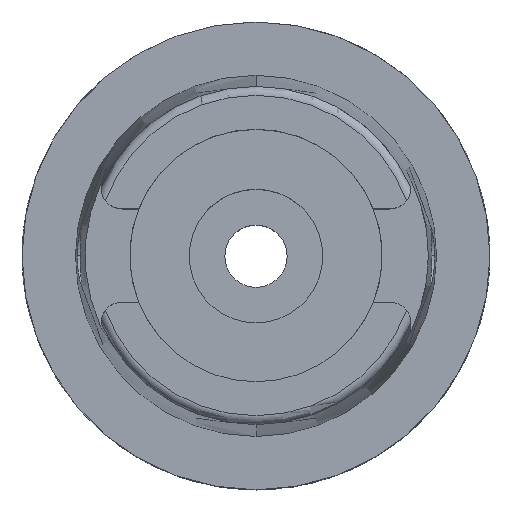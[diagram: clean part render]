
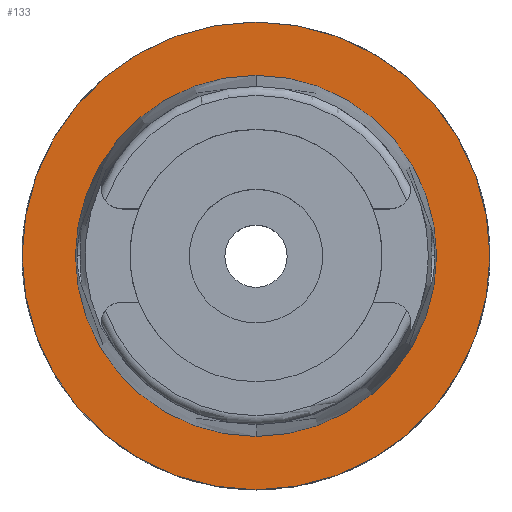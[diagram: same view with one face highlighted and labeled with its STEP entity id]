
A CAD part, top view. The second image highlights one B-rep face of the part: STEP entity #133.
In plain terms, the highlighted planar face has unit normal (0, 0, 1).
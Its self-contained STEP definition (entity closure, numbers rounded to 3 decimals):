
#59 = EDGE_CURVE ( 'NONE', #4802, #4386, #4256, .T. ) ;
#133 = ADVANCED_FACE ( 'NONE', ( #542, #4136 ), #5545, .T. ) ;
#400 = CARTESIAN_POINT ( 'NONE',  ( 0., 0., 0. ) ) ;
#429 = CARTESIAN_POINT ( 'NONE',  ( 0., 0., 0. ) ) ;
#436 = CIRCLE ( 'NONE', #2305, 31.5 ) ;
#542 = FACE_OUTER_BOUND ( 'NONE', #4181, .T. ) ;
#571 = DIRECTION ( 'NONE',  ( 0., -1., 0. ) ) ;
#860 = CARTESIAN_POINT ( 'NONE',  ( 0., 0., 0. ) ) ;
#1084 = CARTESIAN_POINT ( 'NONE',  ( 0., -31.5, 0. ) ) ;
#1597 = CARTESIAN_POINT ( 'NONE',  ( 0., -24.315, 0. ) ) ;
#1639 = VERTEX_POINT ( 'NONE', #3572 ) ;
#1838 = EDGE_LOOP ( 'NONE', ( #2669, #2465 ) ) ;
#1859 = DIRECTION ( 'NONE',  ( 0., 0., -1. ) ) ;
#2159 = EDGE_CURVE ( 'NONE', #3946, #1639, #436, .T. ) ;
#2182 = ORIENTED_EDGE ( 'NONE', *, *, #2159, .F. ) ;
#2305 = AXIS2_PLACEMENT_3D ( 'NONE', #4597, #5572, #3652 ) ;
#2366 = AXIS2_PLACEMENT_3D ( 'NONE', #860, #1859, #2693 ) ;
#2465 = ORIENTED_EDGE ( 'NONE', *, *, #59, .F. ) ;
#2509 = AXIS2_PLACEMENT_3D ( 'NONE', #6048, #5531, #5560 ) ;
#2571 = EDGE_CURVE ( 'NONE', #4386, #4802, #3980, .T. ) ;
#2669 = ORIENTED_EDGE ( 'NONE', *, *, #2571, .F. ) ;
#2693 = DIRECTION ( 'NONE',  ( 0., 1., 0. ) ) ;
#2801 = CARTESIAN_POINT ( 'NONE',  ( 0., 24.315, 0. ) ) ;
#3572 = CARTESIAN_POINT ( 'NONE',  ( 0., 31.5, 0. ) ) ;
#3652 = DIRECTION ( 'NONE',  ( 0., -1., 0. ) ) ;
#3895 = DIRECTION ( 'NONE',  ( 0., 0., 1. ) ) ;
#3946 = VERTEX_POINT ( 'NONE', #1084 ) ;
#3980 = CIRCLE ( 'NONE', #2509, 24.315 ) ;
#4136 = FACE_BOUND ( 'NONE', #1838, .T. ) ;
#4181 = EDGE_LOOP ( 'NONE', ( #5713, #2182 ) ) ;
#4256 = CIRCLE ( 'NONE', #4357, 24.315 ) ;
#4357 = AXIS2_PLACEMENT_3D ( 'NONE', #429, #4793, #571 ) ;
#4386 = VERTEX_POINT ( 'NONE', #2801 ) ;
#4401 = DIRECTION ( 'NONE',  ( 1., 0., 0. ) ) ;
#4597 = CARTESIAN_POINT ( 'NONE',  ( 0., 0., 0. ) ) ;
#4793 = DIRECTION ( 'NONE',  ( 0., 0., 1. ) ) ;
#4802 = VERTEX_POINT ( 'NONE', #1597 ) ;
#5440 = EDGE_CURVE ( 'NONE', #1639, #3946, #5805, .T. ) ;
#5531 = DIRECTION ( 'NONE',  ( 0., 0., 1. ) ) ;
#5545 = PLANE ( 'NONE',  #5623 ) ;
#5560 = DIRECTION ( 'NONE',  ( 0., 1., 0. ) ) ;
#5572 = DIRECTION ( 'NONE',  ( 0., 0., -1. ) ) ;
#5623 = AXIS2_PLACEMENT_3D ( 'NONE', #400, #3895, #4401 ) ;
#5713 = ORIENTED_EDGE ( 'NONE', *, *, #5440, .F. ) ;
#5805 = CIRCLE ( 'NONE', #2366, 31.5 ) ;
#6048 = CARTESIAN_POINT ( 'NONE',  ( 0., 0., 0. ) ) ;
